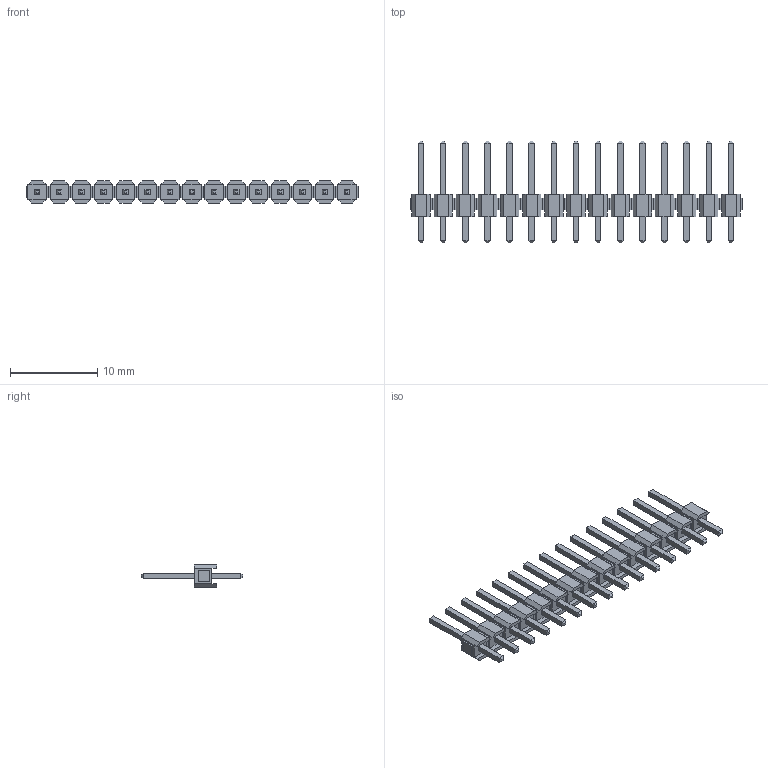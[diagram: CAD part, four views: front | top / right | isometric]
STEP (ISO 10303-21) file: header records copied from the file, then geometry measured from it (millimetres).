
FILE_DESCRIPTION (( 'STEP AP214' ), '1' );
FILE_NAME ('PLS-15.STEP', '2019-06-28T12:35:40', ( '' ), ( '' ), 'SwSTEP 2.0', 'SolidWorks 2018', '' );
FILE_SCHEMA (( 'AUTOMOTIVE_DESIGN' ));
Length unit declared in the file: millimetre
Products named in the file (1): PLS-15
Bounding box: 38.1 x 11.64 x 2.54 mm (x, y, z)
Volume: 230.9 mm3; surface area: 868.1 mm2
Topology: 15 solids, 15 shells, 630 faces, 1440 edges, 900 vertices
Faces by surface type: plane 630
Entity records: 24194 total; most frequent: CARTESIAN_POINT 2971, ORIENTED_EDGE 2880, DIRECTION 2702, VECTOR 1440, LINE 1440, EDGE_CURVE 1440, VERTEX_POINT 900, EDGE_LOOP 690
